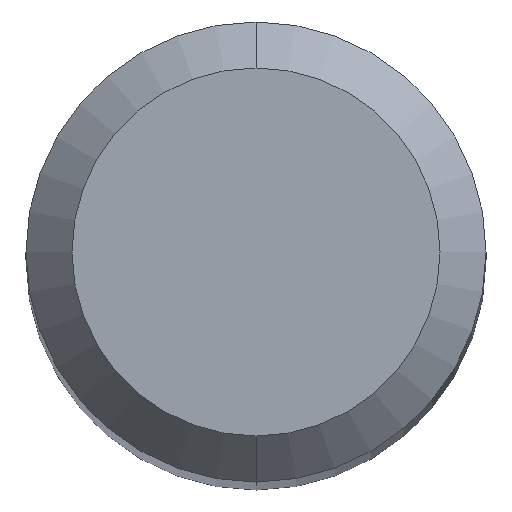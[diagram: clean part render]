
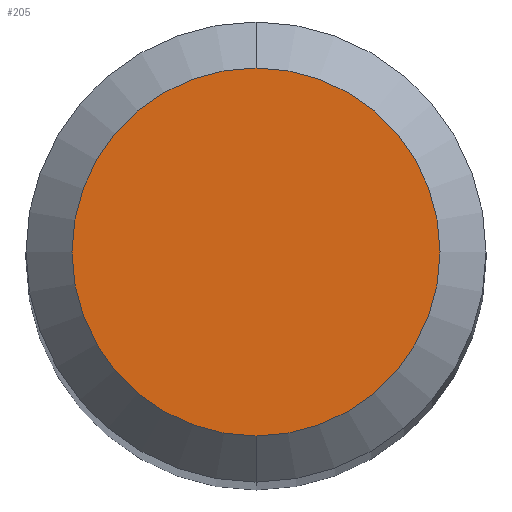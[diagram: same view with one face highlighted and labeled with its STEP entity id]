
A CAD part, top view. The second image highlights one B-rep face of the part: STEP entity #205.
In plain terms, the highlighted planar face has unit normal (0, 0, 1).
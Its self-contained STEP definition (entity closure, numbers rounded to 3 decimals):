
#95=EDGE_CURVE('',#191,#105,#230,.T.);
#103=EDGE_CURVE('',#105,#191,#238,.T.);
#105=VERTEX_POINT('',#240);
#191=VERTEX_POINT('',#339);
#205=ADVANCED_FACE('',(#354),#355,.T.);
#230=CIRCLE('',#375,1.2);
#238=CIRCLE('',#385,1.2);
#240=CARTESIAN_POINT('',(0.,-1.2,0.0));
#339=CARTESIAN_POINT('',(0.0,1.2,0.0));
#354=FACE_OUTER_BOUND('',#532,.T.);
#355=PLANE('',#533);
#375=AXIS2_PLACEMENT_3D('',#536,#537,#538);
#385=AXIS2_PLACEMENT_3D('',#541,#542,#543);
#532=EDGE_LOOP('',(#698,#699));
#533=AXIS2_PLACEMENT_3D('',#700,#701,#702);
#536=CARTESIAN_POINT('',(0.0,0.0,0.0));
#537=DIRECTION('',(0.0,0.0,-1.0));
#538=DIRECTION('',(0.0,1.0,0.0));
#541=CARTESIAN_POINT('',(0.0,0.0,0.0));
#542=DIRECTION('',(0.0,0.0,-1.0));
#543=DIRECTION('',(0.0,1.0,0.0));
#698=ORIENTED_EDGE('',*,*,#95,.F.);
#699=ORIENTED_EDGE('',*,*,#103,.F.);
#700=CARTESIAN_POINT('',(0.0,0.6,0.0));
#701=DIRECTION('',(-0.0,0.0,1.0));
#702=DIRECTION('',(0.0,-1.0,0.0));
